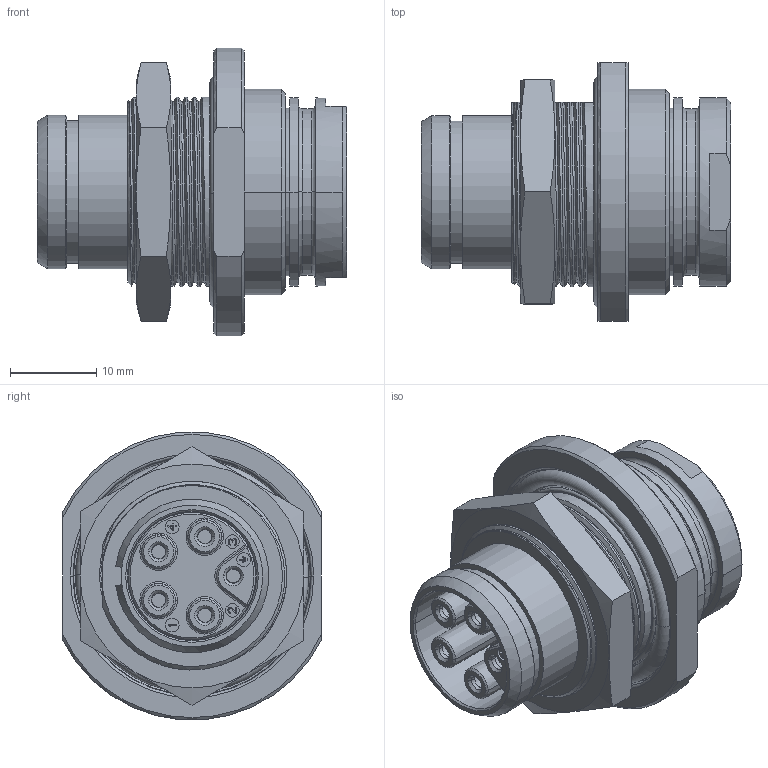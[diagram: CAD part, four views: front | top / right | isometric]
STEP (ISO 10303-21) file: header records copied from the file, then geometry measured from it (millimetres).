
FILE_DESCRIPTION((''),'2;1');
FILE_NAME('1331EVR295FS','2024-07-23T08:31:51',('paultorloting'),('NET AG system integration'),'CREO PARAMETRIC BY PTC INC, 2021404','CREO PARAMETRIC BY PTC INC, 2021404','');
FILE_SCHEMA(('AUTOMOTIVE_DESIGN { 1 0 10303 214 1 1 1 1 }'));
Length unit declared in the file: millimetre
Products named in the file (1): 1331EVR295FS
Bounding box: 35.9 x 30 x 33.38 mm (x, y, z)
Volume: 10304.5 mm3; surface area: 13031.1 mm2
Topology: 1 solids, 1 shells, 1019 faces, 2671 edges, 1714 vertices
Faces by surface type: plane 519, cylinder 252, cone 131, torus 84, bspline 33
Entity records: 42739 total; most frequent: CARTESIAN_POINT 13781, ORIENTED_EDGE 5342, DIRECTION 5167, EDGE_CURVE 2671, AXIS2_PLACEMENT_3D 1805, VERTEX_POINT 1714, VECTOR 1554, LINE 1554
